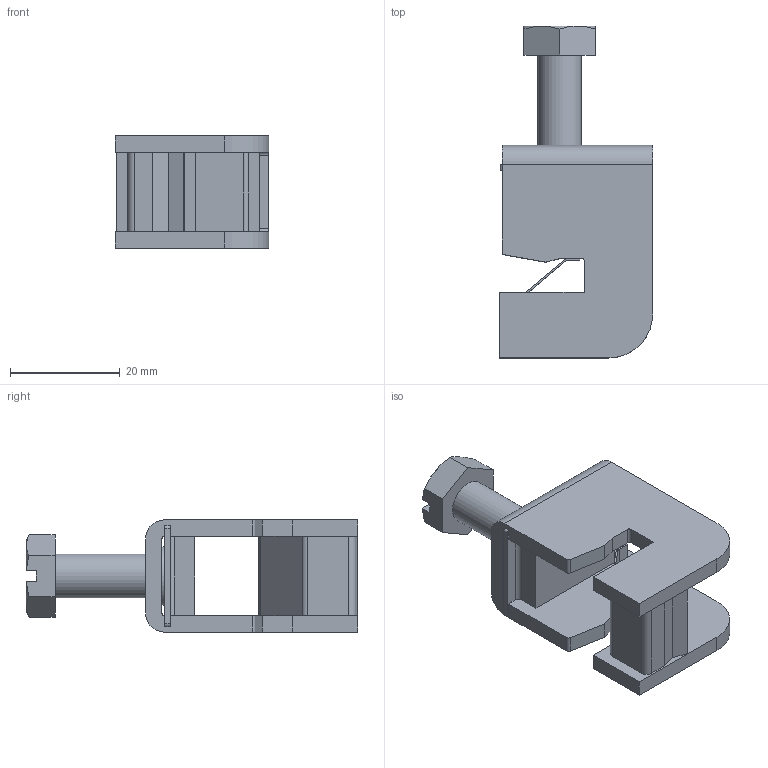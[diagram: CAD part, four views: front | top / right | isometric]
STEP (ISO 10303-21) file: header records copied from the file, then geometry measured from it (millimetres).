
FILE_DESCRIPTION(/* description */ (''),/* implementation_level */ '2;1');
FILE_NAME(/* name */ 'STP-Bauteil3.stp',/* time_stamp */ '2016-11-24T09:51:36+01:00',/* author */ ('S.Hauser'),/* organization */ ('FTG Goehringer GmbH'),/* preprocessor_version */ 'ST-DEVELOPER v16.1',/* originating_system */ 'Autodesk Inventor 2016',/* authorisation */ '');
FILE_SCHEMA (('AUTOMOTIVE_DESIGN { 1 0 10303 214 3 1 1 }'));
Length unit declared in the file: millimetre
Products named in the file (1): Bauteil3
Bounding box: 28 x 60.6 x 20.5 mm (x, y, z)
Volume: 9414.8 mm3; surface area: 8522.5 mm2
Topology: 1 solids, 1 shells, 114 faces, 338 edges, 224 vertices
Faces by surface type: plane 78, cylinder 31, cone 4, torus 1
Full cylindrical faces by diameter (mm): 8 x2, 10.8 x1
Entity records: 3889 total; most frequent: CARTESIAN_POINT 689, ORIENTED_EDGE 658, DIRECTION 612, EDGE_CURVE 329, LINE 252, VECTOR 252, VERTEX_POINT 221, AXIS2_PLACEMENT_3D 180
